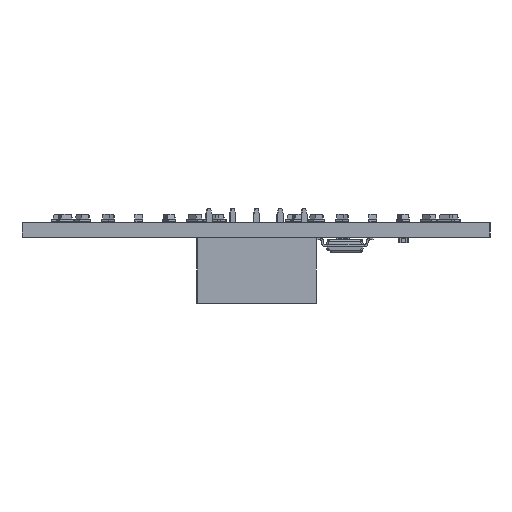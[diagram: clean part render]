
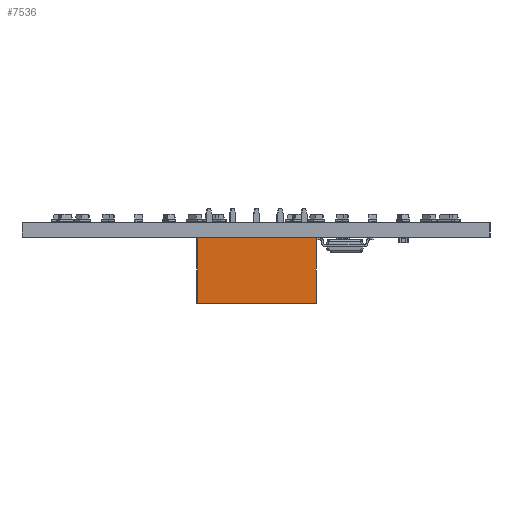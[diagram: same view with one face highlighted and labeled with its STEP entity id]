
A CAD part, left-side view. The second image highlights one B-rep face of the part: STEP entity #7536.
In plain terms, the highlighted face is planar.
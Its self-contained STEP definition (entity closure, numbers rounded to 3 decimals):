
#7536 = ADVANCED_FACE('',(#7537),#7551,.F.);
#7537 = FACE_BOUND('',#7538,.F.);
#7538 = EDGE_LOOP('',(#7539,#7574,#7602,#7630));
#7539 = ORIENTED_EDGE('',*,*,#7540,.T.);
#7540 = EDGE_CURVE('',#7541,#7543,#7545,.T.);
#7541 = VERTEX_POINT('',#7542);
#7542 = CARTESIAN_POINT('',(1.27,-11.43,0.));
#7543 = VERTEX_POINT('',#7544);
#7544 = CARTESIAN_POINT('',(1.27,-11.43,7.));
#7545 = SURFACE_CURVE('',#7546,(#7550,#7562),.PCURVE_S1.);
#7546 = LINE('',#7547,#7548);
#7547 = CARTESIAN_POINT('',(1.27,-11.43,0.));
#7548 = VECTOR('',#7549,1.);
#7549 = DIRECTION('',(0.,0.,1.));
#7550 = PCURVE('',#7551,#7556);
#7551 = PLANE('',#7552);
#7552 = AXIS2_PLACEMENT_3D('',#7553,#7554,#7555);
#7553 = CARTESIAN_POINT('',(1.27,-11.43,0.));
#7554 = DIRECTION('',(-1.,0.,0.));
#7555 = DIRECTION('',(0.,1.,0.));
#7556 = DEFINITIONAL_REPRESENTATION('',(#7557),#7561);
#7557 = LINE('',#7558,#7559);
#7558 = CARTESIAN_POINT('',(0.,0.));
#7559 = VECTOR('',#7560,1.);
#7560 = DIRECTION('',(0.,-1.));
#7561 = ( GEOMETRIC_REPRESENTATION_CONTEXT(2) 
PARAMETRIC_REPRESENTATION_CONTEXT() REPRESENTATION_CONTEXT('2D SPACE',''
  ) );
#7562 = PCURVE('',#7563,#7568);
#7563 = PLANE('',#7564);
#7564 = AXIS2_PLACEMENT_3D('',#7565,#7566,#7567);
#7565 = CARTESIAN_POINT('',(-1.27,-11.43,0.));
#7566 = DIRECTION('',(0.,1.,0.));
#7567 = DIRECTION('',(1.,0.,0.));
#7568 = DEFINITIONAL_REPRESENTATION('',(#7569),#7573);
#7569 = LINE('',#7570,#7571);
#7570 = CARTESIAN_POINT('',(2.54,0.));
#7571 = VECTOR('',#7572,1.);
#7572 = DIRECTION('',(0.,-1.));
#7573 = ( GEOMETRIC_REPRESENTATION_CONTEXT(2) 
PARAMETRIC_REPRESENTATION_CONTEXT() REPRESENTATION_CONTEXT('2D SPACE',''
  ) );
#7574 = ORIENTED_EDGE('',*,*,#7575,.T.);
#7575 = EDGE_CURVE('',#7543,#7576,#7578,.T.);
#7576 = VERTEX_POINT('',#7577);
#7577 = CARTESIAN_POINT('',(1.27,1.27,7.));
#7578 = SURFACE_CURVE('',#7579,(#7583,#7590),.PCURVE_S1.);
#7579 = LINE('',#7580,#7581);
#7580 = CARTESIAN_POINT('',(1.27,-11.43,7.));
#7581 = VECTOR('',#7582,1.);
#7582 = DIRECTION('',(0.,1.,0.));
#7583 = PCURVE('',#7551,#7584);
#7584 = DEFINITIONAL_REPRESENTATION('',(#7585),#7589);
#7585 = LINE('',#7586,#7587);
#7586 = CARTESIAN_POINT('',(0.,-7.));
#7587 = VECTOR('',#7588,1.);
#7588 = DIRECTION('',(1.,0.));
#7589 = ( GEOMETRIC_REPRESENTATION_CONTEXT(2) 
PARAMETRIC_REPRESENTATION_CONTEXT() REPRESENTATION_CONTEXT('2D SPACE',''
  ) );
#7590 = PCURVE('',#7591,#7596);
#7591 = PLANE('',#7592);
#7592 = AXIS2_PLACEMENT_3D('',#7593,#7594,#7595);
#7593 = CARTESIAN_POINT('',(1.27,-11.43,7.));
#7594 = DIRECTION('',(-0.,0.,-1.));
#7595 = DIRECTION('',(0.,-1.,-0.));
#7596 = DEFINITIONAL_REPRESENTATION('',(#7597),#7601);
#7597 = LINE('',#7598,#7599);
#7598 = CARTESIAN_POINT('',(0.,0.));
#7599 = VECTOR('',#7600,1.);
#7600 = DIRECTION('',(-1.,0.));
#7601 = ( GEOMETRIC_REPRESENTATION_CONTEXT(2) 
PARAMETRIC_REPRESENTATION_CONTEXT() REPRESENTATION_CONTEXT('2D SPACE',''
  ) );
#7602 = ORIENTED_EDGE('',*,*,#7603,.F.);
#7603 = EDGE_CURVE('',#7604,#7576,#7606,.T.);
#7604 = VERTEX_POINT('',#7605);
#7605 = CARTESIAN_POINT('',(1.27,1.27,0.));
#7606 = SURFACE_CURVE('',#7607,(#7611,#7618),.PCURVE_S1.);
#7607 = LINE('',#7608,#7609);
#7608 = CARTESIAN_POINT('',(1.27,1.27,0.));
#7609 = VECTOR('',#7610,1.);
#7610 = DIRECTION('',(0.,0.,1.));
#7611 = PCURVE('',#7551,#7612);
#7612 = DEFINITIONAL_REPRESENTATION('',(#7613),#7617);
#7613 = LINE('',#7614,#7615);
#7614 = CARTESIAN_POINT('',(12.7,0.));
#7615 = VECTOR('',#7616,1.);
#7616 = DIRECTION('',(0.,-1.));
#7617 = ( GEOMETRIC_REPRESENTATION_CONTEXT(2) 
PARAMETRIC_REPRESENTATION_CONTEXT() REPRESENTATION_CONTEXT('2D SPACE',''
  ) );
#7618 = PCURVE('',#7619,#7624);
#7619 = PLANE('',#7620);
#7620 = AXIS2_PLACEMENT_3D('',#7621,#7622,#7623);
#7621 = CARTESIAN_POINT('',(1.27,1.27,0.));
#7622 = DIRECTION('',(0.,-1.,0.));
#7623 = DIRECTION('',(-1.,0.,0.));
#7624 = DEFINITIONAL_REPRESENTATION('',(#7625),#7629);
#7625 = LINE('',#7626,#7627);
#7626 = CARTESIAN_POINT('',(0.,0.));
#7627 = VECTOR('',#7628,1.);
#7628 = DIRECTION('',(0.,-1.));
#7629 = ( GEOMETRIC_REPRESENTATION_CONTEXT(2) 
PARAMETRIC_REPRESENTATION_CONTEXT() REPRESENTATION_CONTEXT('2D SPACE',''
  ) );
#7630 = ORIENTED_EDGE('',*,*,#7631,.F.);
#7631 = EDGE_CURVE('',#7541,#7604,#7632,.T.);
#7632 = SURFACE_CURVE('',#7633,(#7637,#7644),.PCURVE_S1.);
#7633 = LINE('',#7634,#7635);
#7634 = CARTESIAN_POINT('',(1.27,-11.43,0.));
#7635 = VECTOR('',#7636,1.);
#7636 = DIRECTION('',(0.,1.,0.));
#7637 = PCURVE('',#7551,#7638);
#7638 = DEFINITIONAL_REPRESENTATION('',(#7639),#7643);
#7639 = LINE('',#7640,#7641);
#7640 = CARTESIAN_POINT('',(0.,0.));
#7641 = VECTOR('',#7642,1.);
#7642 = DIRECTION('',(1.,0.));
#7643 = ( GEOMETRIC_REPRESENTATION_CONTEXT(2) 
PARAMETRIC_REPRESENTATION_CONTEXT() REPRESENTATION_CONTEXT('2D SPACE',''
  ) );
#7644 = PCURVE('',#7645,#7650);
#7645 = PLANE('',#7646);
#7646 = AXIS2_PLACEMENT_3D('',#7647,#7648,#7649);
#7647 = CARTESIAN_POINT('',(1.27,-11.43,0.));
#7648 = DIRECTION('',(-0.,0.,-1.));
#7649 = DIRECTION('',(0.,-1.,-0.));
#7650 = DEFINITIONAL_REPRESENTATION('',(#7651),#7655);
#7651 = LINE('',#7652,#7653);
#7652 = CARTESIAN_POINT('',(0.,0.));
#7653 = VECTOR('',#7654,1.);
#7654 = DIRECTION('',(-1.,0.));
#7655 = ( GEOMETRIC_REPRESENTATION_CONTEXT(2) 
PARAMETRIC_REPRESENTATION_CONTEXT() REPRESENTATION_CONTEXT('2D SPACE',''
  ) );
